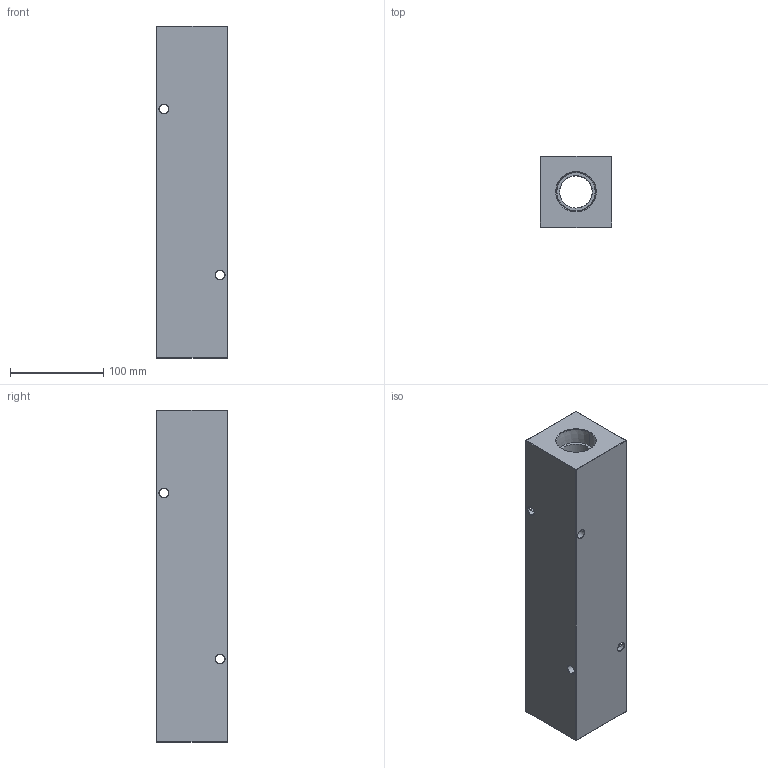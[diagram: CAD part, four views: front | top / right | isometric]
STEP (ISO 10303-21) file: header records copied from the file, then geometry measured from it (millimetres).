
FILE_DESCRIPTION (( 'STEP AP203' ), '1' );
FILE_NAME ('HM-4-90-P-20-20.STEP', '2020-11-06T17:33:35', ( '' ), ( '' ), 'SwSTEP 2.0', 'SolidWorks 2019', '' );
FILE_SCHEMA (( 'CONFIG_CONTROL_DESIGN' ));
Length unit declared in the file: inch
Products named in the file (1): HM-4-90-P-20-20
Bounding box: 76.2 x 76.2 x 355.6 mm (x, y, z)
Volume: 1458501.4 mm3; surface area: 177737.3 mm2
Topology: 1 solids, 1 shells, 552 faces, 1441 edges, 938 vertices
Faces by surface type: plane 276, bspline 198, cone 40, cylinder 38
Entity records: 27508 total; most frequent: CARTESIAN_POINT 15178, ORIENTED_EDGE 2882, DIRECTION 1847, EDGE_CURVE 1441, VERTEX_POINT 938, LINE 873, VECTOR 873, EDGE_LOOP 629
